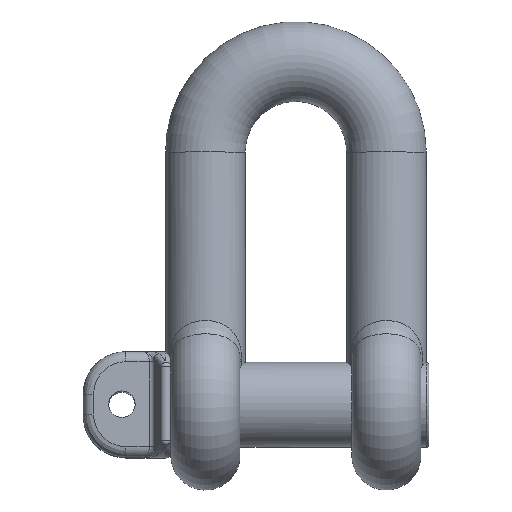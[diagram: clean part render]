
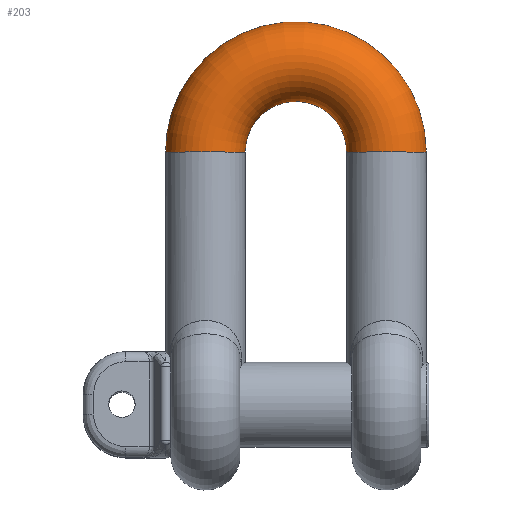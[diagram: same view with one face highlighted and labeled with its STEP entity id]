
A CAD part, top view. The second image highlights one B-rep face of the part: STEP entity #203.
In plain terms, the highlighted toroidal (fillet/blend) face has major radius 17 mm and minor radius 7.5 mm.
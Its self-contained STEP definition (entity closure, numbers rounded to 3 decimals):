
#145=TOROIDAL_SURFACE('',#916,17.,7.5);
#203=ADVANCED_FACE('',(#317,#318),#145,.T.);
#317=FACE_BOUND('',#339,.T.);
#318=FACE_BOUND('',#340,.T.);
#339=EDGE_LOOP('',(#421));
#340=EDGE_LOOP('',(#422));
#421=ORIENTED_EDGE('',*,*,#729,.T.);
#422=ORIENTED_EDGE('',*,*,#734,.F.);
#655=VERTEX_POINT('',#1246);
#660=VERTEX_POINT('',#1301);
#729=EDGE_CURVE('',#655,#655,#855,.T.);
#734=EDGE_CURVE('',#660,#660,#856,.T.);
#855=CIRCLE('',#906,7.5);
#856=CIRCLE('',#908,7.5);
#906=AXIS2_PLACEMENT_3D('',#1245,#1012,#1013);
#908=AXIS2_PLACEMENT_3D('',#1300,#1016,#1017);
#916=AXIS2_PLACEMENT_3D('',#1473,#1032,#1033);
#1012=DIRECTION('',(0.,1.,0.));
#1013=DIRECTION('',(0.,0.,1.));
#1016=DIRECTION('',(0.,-1.,0.));
#1017=DIRECTION('',(0.,0.,1.));
#1032=DIRECTION('',(0.,0.,1.));
#1033=DIRECTION('',(1.,0.,0.));
#1245=CARTESIAN_POINT('',(17.,47.5,0.));
#1246=CARTESIAN_POINT('',(17.,47.5,7.5));
#1300=CARTESIAN_POINT('',(-17.,47.5,0.));
#1301=CARTESIAN_POINT('',(-17.,47.5,7.5));
#1473=CARTESIAN_POINT('',(0.,47.5,0.));
